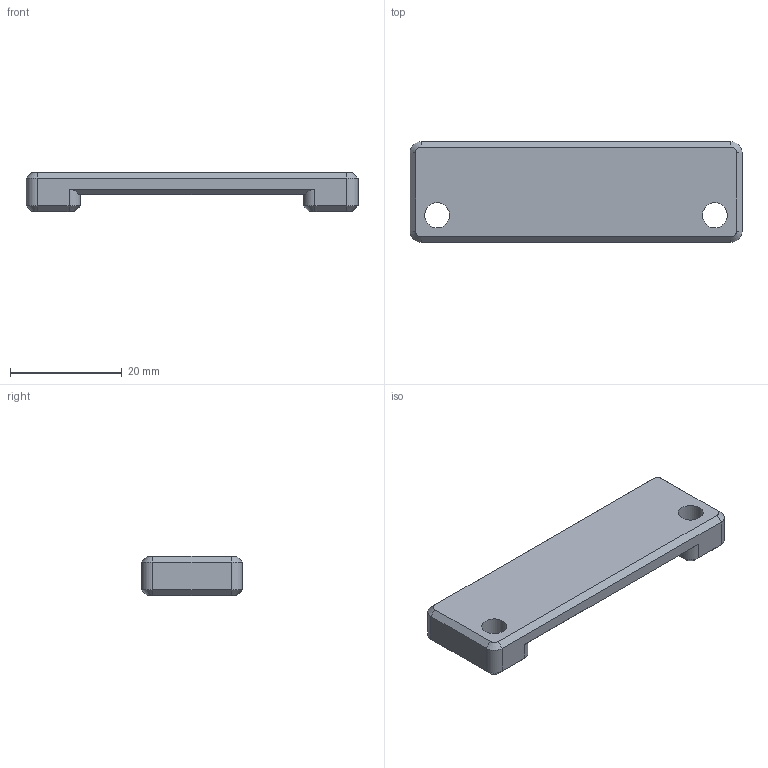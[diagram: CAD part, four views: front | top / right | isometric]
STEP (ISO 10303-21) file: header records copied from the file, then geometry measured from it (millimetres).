
FILE_DESCRIPTION(/* description */ ('MOLLE Strap Catch, M12 Battery Controller Housing'),/* implementation_level */ '2;1');
FILE_NAME(/* name */ 'M12 Battery MOLLE Catch.step',/* time_stamp */ '2023-07-15T12:32:23-07:00',/* author */ (''),/* organization */ (''),/* preprocessor_version */ 'ST-DEVELOPER v19.2',/* originating_system */ 'Autodesk Translation Framework v12.6.0.85',/* authorisation */ '');
FILE_SCHEMA (('AUTOMOTIVE_DESIGN { 1 0 10303 214 3 1 1 }'));
Length unit declared in the file: millimetre
Products named in the file (1): P-TET-000172
Bounding box: 59.4 x 18.03 x 7 mm (x, y, z)
Volume: 4558 mm3; surface area: 2998.4 mm2
Topology: 1 solids, 1 shells, 58 faces, 138 edges, 80 vertices
Faces by surface type: plane 28, cone 16, cylinder 14
Full cylindrical faces by diameter (mm): 4.5 x2
Entity records: 1671 total; most frequent: DIRECTION 300, CARTESIAN_POINT 275, ORIENTED_EDGE 272, EDGE_CURVE 136, AXIS2_PLACEMENT_3D 105, LINE 90, VECTOR 90, VERTEX_POINT 80
